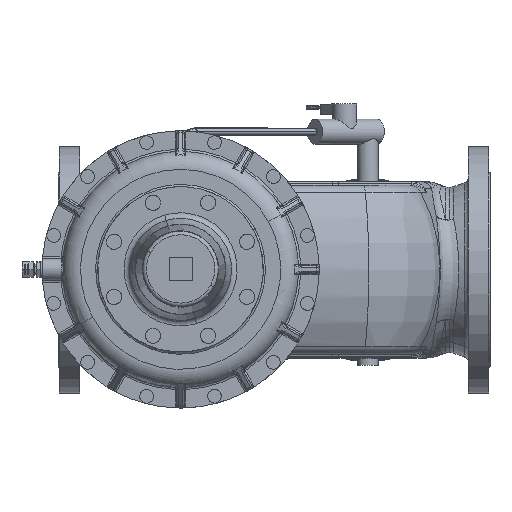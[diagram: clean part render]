
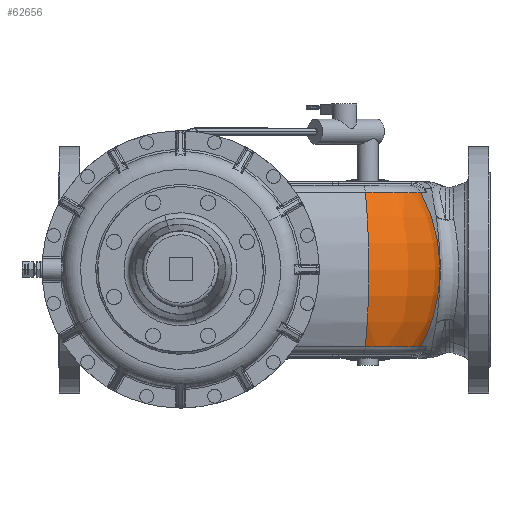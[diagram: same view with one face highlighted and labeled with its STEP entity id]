
A CAD part, top view. The second image highlights one B-rep face of the part: STEP entity #62656.
In plain terms, the highlighted face is a revolution surface.
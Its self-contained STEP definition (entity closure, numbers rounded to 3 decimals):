
#52409=CARTESIAN_POINT('Vertex',(256.859,107.25,195.612)) ;
#56851=CARTESIAN_POINT('Axis2P3D Location',(240.,107.25,100.)) ;
#56855=CARTESIAN_POINT('Vertex',(333.779,107.25,125.128)) ;
#56874=CARTESIAN_POINT('Vertex',(256.859,-107.25,195.612)) ;
#56877=CARTESIAN_POINT('Axis2P3D Location',(223.503,0.,6.443)) ;
#56969=CARTESIAN_POINT('Vertex',(333.779,-107.25,125.128)) ;
#56972=CARTESIAN_POINT('Axis2P3D Location',(240.,-107.25,100.)) ;
#62632=CARTESIAN_POINT('Control Point',(256.859,107.25,195.612)) ;
#62633=CARTESIAN_POINT('Control Point',(260.652,68.124,217.126)) ;
#62634=CARTESIAN_POINT('Control Point',(262.717,23.436,228.837)) ;
#62635=CARTESIAN_POINT('Control Point',(262.717,-23.436,228.837)) ;
#62636=CARTESIAN_POINT('Control Point',(260.652,-68.124,217.126)) ;
#62637=CARTESIAN_POINT('Control Point',(256.859,-107.25,195.612)) ;
#62638=CARTESIAN_POINT('Axis1P Location',(240.,0.,100.)) ;
#62643=CARTESIAN_POINT('Control Point',(333.779,107.25,125.128)) ;
#62644=CARTESIAN_POINT('Control Point',(354.88,68.124,130.782)) ;
#62645=CARTESIAN_POINT('Control Point',(366.366,23.436,133.86)) ;
#62646=CARTESIAN_POINT('Control Point',(366.366,-23.436,133.86)) ;
#62647=CARTESIAN_POINT('Control Point',(354.88,-68.124,130.782)) ;
#62648=CARTESIAN_POINT('Control Point',(333.779,-107.25,125.128)) ;
#56852=DIRECTION('Axis2P3D Direction',(-0.,1.,0.)) ;
#56878=DIRECTION('Axis2P3D Direction',(0.985,0.,-0.174)) ;
#56973=DIRECTION('Axis2P3D Direction',(0.,1.,0.)) ;
#62639=DIRECTION('Axis1P Direction',(0.,1.,0.)) ;
#56853=AXIS2_PLACEMENT_3D('Circle Axis2P3D',#56851,#56852,$) ;
#56879=AXIS2_PLACEMENT_3D('Circle Axis2P3D',#56877,#56878,$) ;
#56974=AXIS2_PLACEMENT_3D('Circle Axis2P3D',#56972,#56973,$) ;
#62651=ORIENTED_EDGE('',*,*,#62649,.T.) ;
#62652=ORIENTED_EDGE('',*,*,#56857,.F.) ;
#62653=ORIENTED_EDGE('',*,*,#56881,.F.) ;
#62654=ORIENTED_EDGE('',*,*,#56976,.T.) ;
#62656=ADVANCED_FACE('Brep With Voids',(#62655),#62641,.F.) ;
#62640=AXIS1_PLACEMENT('Revolution Surface Axis1P',#62638,#62639) ;
#62631=B_SPLINE_CURVE_WITH_KNOTS('',5,(#62632,#62633,#62634,#62635,#62636,#62637),.UNSPECIFIED.,.F.,.U.,(6,6),(233.546,462.527),.UNSPECIFIED.) ;
#62642=B_SPLINE_CURVE_WITH_KNOTS('',5,(#62643,#62644,#62645,#62646,#62647,#62648),.UNSPECIFIED.,.F.,.U.,(6,6),(233.546,462.527),.UNSPECIFIED.) ;
#56854=CIRCLE('generated circle',#56853,97.087) ;
#56880=CIRCLE('generated circle',#56879,220.) ;
#56975=CIRCLE('generated circle',#56974,97.087) ;
#56857=EDGE_CURVE('',#52410,#56856,#56854,.T.) ;
#56881=EDGE_CURVE('',#56875,#52410,#56880,.F.) ;
#56976=EDGE_CURVE('',#56875,#56970,#56975,.T.) ;
#62649=EDGE_CURVE('',#56970,#56856,#62642,.F.) ;
#62650=EDGE_LOOP('',(#62651,#62652,#62653,#62654)) ;
#62655=FACE_OUTER_BOUND('',#62650,.T.) ;
#62641=SURFACE_OF_REVOLUTION('Surface of Revolution',#62631,#62640) ;
#52410=VERTEX_POINT('',#52409) ;
#56856=VERTEX_POINT('',#56855) ;
#56875=VERTEX_POINT('',#56874) ;
#56970=VERTEX_POINT('',#56969) ;
